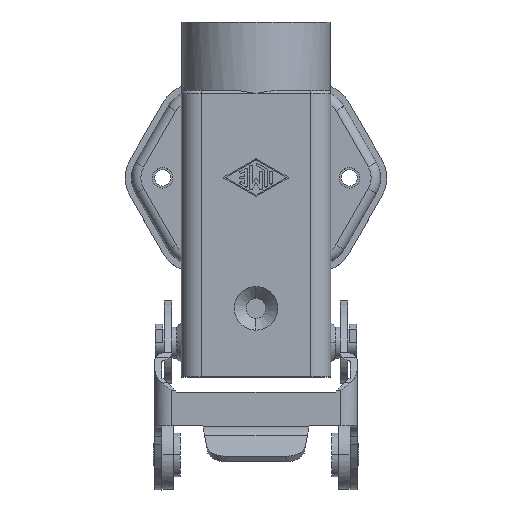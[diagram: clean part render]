
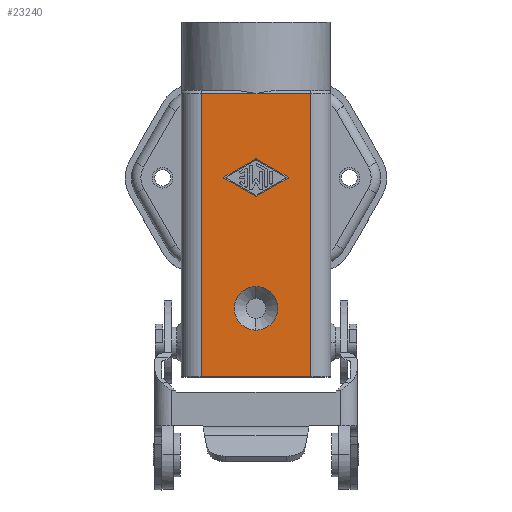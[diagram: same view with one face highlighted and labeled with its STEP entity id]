
A CAD part, top view. The second image highlights one B-rep face of the part: STEP entity #23240.
In plain terms, the highlighted face is planar.
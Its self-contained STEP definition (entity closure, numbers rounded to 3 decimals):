
#1170=CARTESIAN_POINT('',(0.2,27.8,0.));
#1180=VERTEX_POINT('',#1170);
#1210=CARTESIAN_POINT('',(-3.,27.8,0.));
#1220=DIRECTION('',(1.,0.,0.));
#1230=VECTOR('',#1220,1.);
#1240=LINE('',#1210,#1230);
#1250=CARTESIAN_POINT('',(17.8,27.8,0.));
#1260=VERTEX_POINT('',#1250);
#1270=EDGE_CURVE('',#1180,#1260,#1240,.T.);
#6160=CARTESIAN_POINT('',(9.,27.8,-45.5));
#6170=VERTEX_POINT('',#6160);
#6350=CARTESIAN_POINT('',(17.8,27.8,-45.5));
#6360=VERTEX_POINT('',#6350);
#6390=CARTESIAN_POINT('',(0.,27.8,-45.5));
#6400=DIRECTION('',(1.,0.,0.));
#6410=VECTOR('',#6400,1.);
#6420=LINE('',#6390,#6410);
#6430=EDGE_CURVE('',#6170,#6360,#6420,.T.);
#7890=CARTESIAN_POINT('',(0.2,27.8,-45.5));
#7900=VERTEX_POINT('',#7890);
#7910=EDGE_CURVE('',#7900,#6170,#6420,.T.);
#22170=CARTESIAN_POINT('',(-3.,27.8,0.));
#22180=DIRECTION('',(-0.,-1.,-0.));
#22190=DIRECTION('',(-1.,0.,0.));
#22200=AXIS2_PLACEMENT_3D('',#22170,#22180,#22190);
#22210=PLANE('',#22200);
#22220=CARTESIAN_POINT('',(9.,27.8,-11.));
#22230=DIRECTION('',(0.,-1.,0.));
#22240=DIRECTION('',(0.,0.,1.));
#22250=AXIS2_PLACEMENT_3D('',#22220,#22230,#22240);
#22260=CIRCLE('',#22250,3.5);
#22270=CARTESIAN_POINT('',(9.,27.8,-7.5));
#22280=VERTEX_POINT('',#22270);
#22290=CARTESIAN_POINT('',(9.,27.8,-14.5));
#22300=VERTEX_POINT('',#22290);
#22310=EDGE_CURVE('',#22280,#22300,#22260,.T.);
#22320=ORIENTED_EDGE('',*,*,#22310,.T.);
#22330=EDGE_CURVE('',#22300,#22280,#22260,.T.);
#22340=ORIENTED_EDGE('',*,*,#22330,.T.);
#22350=EDGE_LOOP('',(#22340,#22320));
#22360=FACE_BOUND('',#22350,.T.);
#22370=CARTESIAN_POINT('',(14.1,27.8,-32.));
#22380=DIRECTION('',(0.,1.,0.));
#22390=DIRECTION('',(-1.,0.,0.));
#22400=AXIS2_PLACEMENT_3D('',#22370,#22380,#22390);
#22410=CIRCLE('',#22400,0.1);
#22420=CARTESIAN_POINT('',(14.15,27.8,-31.913));
#22430=VERTEX_POINT('',#22420);
#22440=CARTESIAN_POINT('',(14.15,27.8,-32.087));
#22450=VERTEX_POINT('',#22440);
#22460=EDGE_CURVE('',#22430,#22450,#22410,.T.);
#22470=ORIENTED_EDGE('',*,*,#22460,.F.);
#22480=CARTESIAN_POINT('',(0.,27.8,-40.175));
#22490=DIRECTION('',(0.868,0.,0.496));
#22500=VECTOR('',#22490,1.);
#22510=LINE('',#22480,#22500);
#22520=CARTESIAN_POINT('',(9.099,27.8,-34.974));
#22530=VERTEX_POINT('',#22520);
#22540=EDGE_CURVE('',#22530,#22450,#22510,.T.);
#22550=ORIENTED_EDGE('',*,*,#22540,.T.);
#22560=CARTESIAN_POINT('',(9.,27.8,-34.8));
#22570=DIRECTION('',(0.,1.,0.));
#22580=DIRECTION('',(-1.,0.,0.));
#22590=AXIS2_PLACEMENT_3D('',#22560,#22570,#22580);
#22600=CIRCLE('',#22590,0.2);
#22610=CARTESIAN_POINT('',(8.901,27.8,-34.974));
#22620=VERTEX_POINT('',#22610);
#22630=EDGE_CURVE('',#22530,#22620,#22600,.T.);
#22640=ORIENTED_EDGE('',*,*,#22630,.F.);
#22650=CARTESIAN_POINT('',(0.,27.8,-29.886));
#22660=DIRECTION('',(0.868,0.,-0.496));
#22670=VECTOR('',#22660,1.);
#22680=LINE('',#22650,#22670);
#22690=CARTESIAN_POINT('',(3.85,27.8,-32.087));
#22700=VERTEX_POINT('',#22690);
#22710=EDGE_CURVE('',#22700,#22620,#22680,.T.);
#22720=ORIENTED_EDGE('',*,*,#22710,.T.);
#22730=CARTESIAN_POINT('',(3.9,27.8,-32.));
#22740=DIRECTION('',(0.,1.,0.));
#22750=DIRECTION('',(-1.,0.,0.));
#22760=AXIS2_PLACEMENT_3D('',#22730,#22740,#22750);
#22770=CIRCLE('',#22760,0.1);
#22780=CARTESIAN_POINT('',(3.85,27.8,-31.913));
#22790=VERTEX_POINT('',#22780);
#22800=EDGE_CURVE('',#22700,#22790,#22770,.T.);
#22810=ORIENTED_EDGE('',*,*,#22800,.F.);
#22820=CARTESIAN_POINT('',(0.,27.8,-34.114));
#22830=DIRECTION('',(-0.868,0.,-0.496));
#22840=VECTOR('',#22830,1.);
#22850=LINE('',#22820,#22840);
#22860=CARTESIAN_POINT('',(8.901,27.8,-29.026));
#22870=VERTEX_POINT('',#22860);
#22880=EDGE_CURVE('',#22870,#22790,#22850,.T.);
#22890=ORIENTED_EDGE('',*,*,#22880,.T.);
#22900=CARTESIAN_POINT('',(9.,27.8,-29.2));
#22910=DIRECTION('',(0.,1.,0.));
#22920=DIRECTION('',(-1.,0.,0.));
#22930=AXIS2_PLACEMENT_3D('',#22900,#22910,#22920);
#22940=CIRCLE('',#22930,0.2);
#22950=CARTESIAN_POINT('',(9.099,27.8,-29.026));
#22960=VERTEX_POINT('',#22950);
#22970=EDGE_CURVE('',#22870,#22960,#22940,.T.);
#22980=ORIENTED_EDGE('',*,*,#22970,.F.);
#22990=CARTESIAN_POINT('',(0.,27.8,-23.825));
#23000=DIRECTION('',(-0.868,0.,0.496));
#23010=VECTOR('',#23000,1.);
#23020=LINE('',#22990,#23010);
#23030=EDGE_CURVE('',#22430,#22960,#23020,.T.);
#23040=ORIENTED_EDGE('',*,*,#23030,.T.);
#23050=EDGE_LOOP('',(#23040,#22980,#22890,#22810,#22720,#22640,#22550,
#22470));
#23060=FACE_BOUND('',#23050,.T.);
#23070=ORIENTED_EDGE('',*,*,#1270,.T.);
#23080=CARTESIAN_POINT('',(0.2,27.8,0.));
#23090=DIRECTION('',(0.,0.,-1.));
#23100=VECTOR('',#23090,1.);
#23110=LINE('',#23080,#23100);
#23120=EDGE_CURVE('',#1180,#7900,#23110,.T.);
#23130=ORIENTED_EDGE('',*,*,#23120,.F.);
#23140=ORIENTED_EDGE('',*,*,#7910,.F.);
#23150=ORIENTED_EDGE('',*,*,#6430,.F.);
#23160=CARTESIAN_POINT('',(17.8,27.8,0.));
#23170=DIRECTION('',(0.,0.,-1.));
#23180=VECTOR('',#23170,1.);
#23190=LINE('',#23160,#23180);
#23200=EDGE_CURVE('',#1260,#6360,#23190,.T.);
#23210=ORIENTED_EDGE('',*,*,#23200,.T.);
#23220=EDGE_LOOP('',(#23210,#23150,#23140,#23130,#23070));
#23230=FACE_OUTER_BOUND('',#23220,.T.);
#23240=ADVANCED_FACE('',(#22360,#23060,#23230),#22210,.F.);
